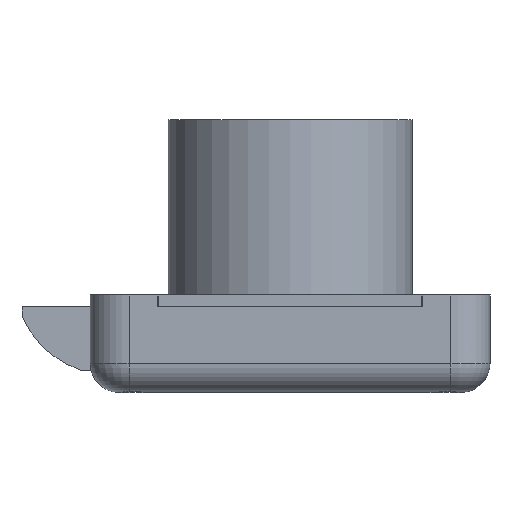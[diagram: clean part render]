
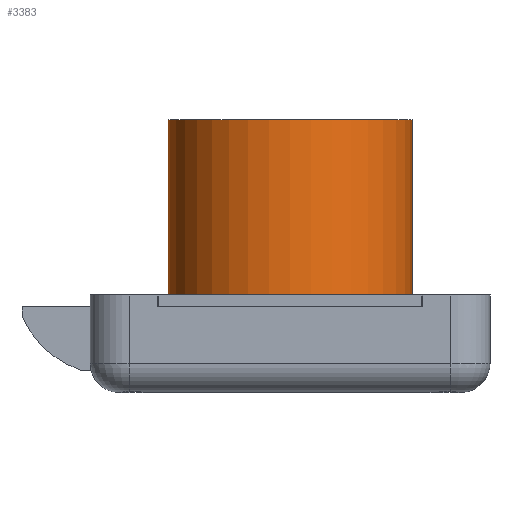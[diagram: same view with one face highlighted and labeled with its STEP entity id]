
A CAD part, front view. The second image highlights one B-rep face of the part: STEP entity #3383.
In plain terms, the highlighted cylindrical face has radius 12.5 mm (diameter 25 mm), a partial arc.
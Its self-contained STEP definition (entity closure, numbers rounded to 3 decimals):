
#44 = VERTEX_POINT ( 'NONE', #3080 ) ;
#234 = DIRECTION ( 'NONE',  ( 1., 0., 0. ) ) ;
#338 = VERTEX_POINT ( 'NONE', #2855 ) ;
#533 = EDGE_CURVE ( 'NONE', #620, #44, #1012, .T. ) ;
#620 = VERTEX_POINT ( 'NONE', #1759 ) ;
#654 = EDGE_CURVE ( 'NONE', #6602, #338, #1082, .T. ) ;
#660 = CARTESIAN_POINT ( 'NONE',  ( 0., 0., 18. ) ) ;
#829 = ORIENTED_EDGE ( 'NONE', *, *, #654, .T. ) ;
#1012 = LINE ( 'NONE', #3668, #3524 ) ;
#1082 = LINE ( 'NONE', #5632, #2929 ) ;
#1146 = CIRCLE ( 'NONE', #5303, 12.5 ) ;
#1189 = DIRECTION ( 'NONE',  ( -1., 0., 0. ) ) ;
#1280 = EDGE_CURVE ( 'NONE', #6602, #620, #3997, .T. ) ;
#1551 = DIRECTION ( 'NONE',  ( 0., 0., 1. ) ) ;
#1630 = EDGE_LOOP ( 'NONE', ( #2356, #2123, #829, #6517 ) ) ;
#1759 = CARTESIAN_POINT ( 'NONE',  ( 12.5, 0., 18. ) ) ;
#2123 = ORIENTED_EDGE ( 'NONE', *, *, #1280, .F. ) ;
#2356 = ORIENTED_EDGE ( 'NONE', *, *, #533, .F. ) ;
#2383 = DIRECTION ( 'NONE',  ( 1., 0., 0. ) ) ;
#2430 = CYLINDRICAL_SURFACE ( 'NONE', #5797, 12.5 ) ;
#2505 = EDGE_CURVE ( 'NONE', #338, #44, #1146, .T. ) ;
#2682 = AXIS2_PLACEMENT_3D ( 'NONE', #660, #4690, #2383 ) ;
#2855 = CARTESIAN_POINT ( 'NONE',  ( -12.5, 0., 0. ) ) ;
#2929 = VECTOR ( 'NONE', #6231, 1000. ) ;
#3080 = CARTESIAN_POINT ( 'NONE',  ( 12.5, 0., 0. ) ) ;
#3383 = ADVANCED_FACE ( 'NONE', ( #5147 ), #2430, .T. ) ;
#3430 = DIRECTION ( 'NONE',  ( 0., 0., -1. ) ) ;
#3524 = VECTOR ( 'NONE', #5943, 1000. ) ;
#3668 = CARTESIAN_POINT ( 'NONE',  ( 12.5, 0., 18. ) ) ;
#3997 = CIRCLE ( 'NONE', #2682, 12.5 ) ;
#4690 = DIRECTION ( 'NONE',  ( 0., 0., 1. ) ) ;
#4699 = CARTESIAN_POINT ( 'NONE',  ( 0., 0., 18. ) ) ;
#5147 = FACE_OUTER_BOUND ( 'NONE', #1630, .T. ) ;
#5303 = AXIS2_PLACEMENT_3D ( 'NONE', #6504, #1551, #234 ) ;
#5632 = CARTESIAN_POINT ( 'NONE',  ( -12.5, 0., 18. ) ) ;
#5779 = CARTESIAN_POINT ( 'NONE',  ( -12.5, 0., 18. ) ) ;
#5797 = AXIS2_PLACEMENT_3D ( 'NONE', #4699, #3430, #1189 ) ;
#5943 = DIRECTION ( 'NONE',  ( 0., 0., -1. ) ) ;
#6231 = DIRECTION ( 'NONE',  ( 0., 0., -1. ) ) ;
#6504 = CARTESIAN_POINT ( 'NONE',  ( 0., 0., 0. ) ) ;
#6517 = ORIENTED_EDGE ( 'NONE', *, *, #2505, .T. ) ;
#6602 = VERTEX_POINT ( 'NONE', #5779 ) ;
